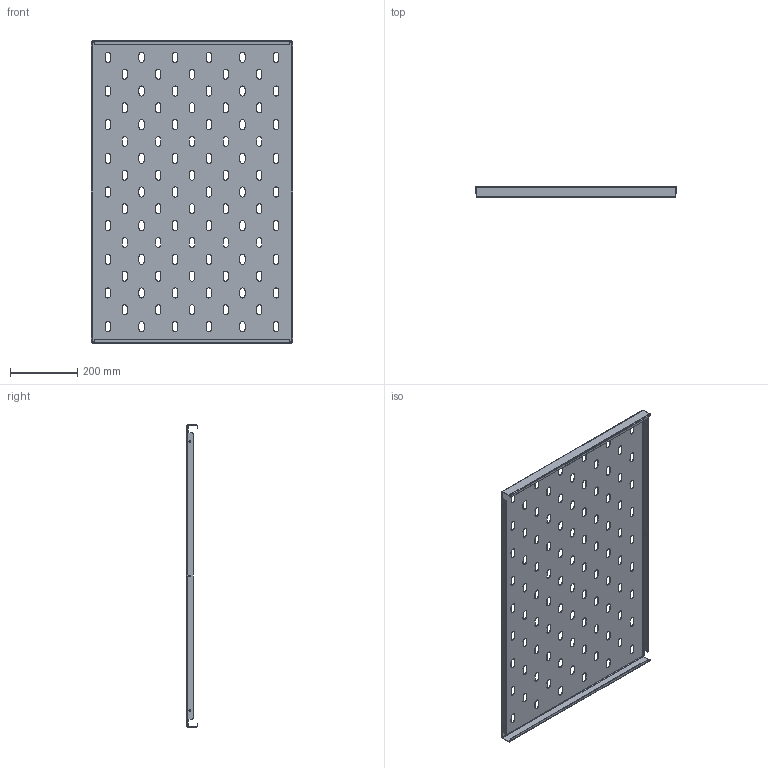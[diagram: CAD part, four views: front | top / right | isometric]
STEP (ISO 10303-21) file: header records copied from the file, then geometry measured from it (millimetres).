
FILE_DESCRIPTION (( 'STEP AP214' ), '1' );
FILE_NAME ('945.170.STEP', '2024-10-04T07:38:18', ( '' ), ( '' ), 'SwSTEP 2.0', 'SolidWorks 2021', '' );
FILE_SCHEMA (( 'AUTOMOTIVE_DESIGN' ));
Length unit declared in the file: millimetre
Products named in the file (1): 945.170
Bounding box: 598 x 33 x 898 mm (x, y, z)
Volume: 860975.7 mm3; surface area: 1163788.3 mm2
Topology: 1 solids, 1 shells, 568 faces, 1658 edges, 1092 vertices
Faces by surface type: cylinder 330, plane 238
Entity records: 19468 total; most frequent: DIRECTION 3448, CARTESIAN_POINT 3367, ORIENTED_EDGE 3316, EDGE_CURVE 1658, AXIS2_PLACEMENT_3D 1229, VERTEX_POINT 1092, LINE 990, VECTOR 990
